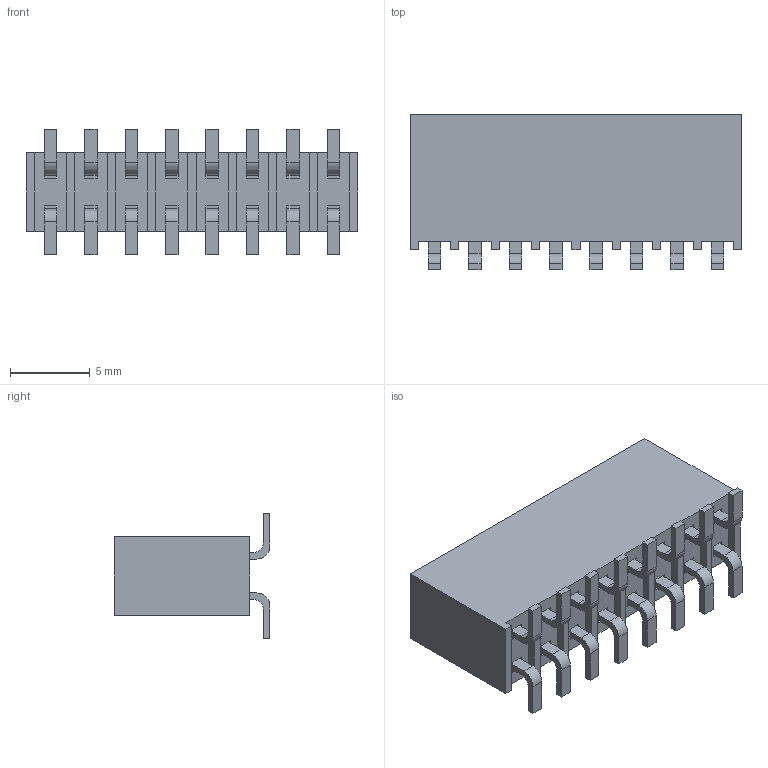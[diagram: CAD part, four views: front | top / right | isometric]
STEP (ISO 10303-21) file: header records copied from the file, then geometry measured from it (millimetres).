
FILE_DESCRIPTION( ( 'STEP AP214' ), '1' );
FILE_NAME( 'SSW-108-22-G-D-VS.stp', '2021-01-08T21:19:28', ( 'License CC BY-ND 4.0' ), ( 'CADENAS' ), ' ', 'PARTsolutions', ' ' );
FILE_SCHEMA( ( 'AUTOMOTIVE_DESIGN { 1 0 10303 214 1 1 1 1 }' ) );
Length unit declared in the file: inch
Products named in the file (3): SSW-108-22-G-D-VS; _T1SSW-108-22-G-D-VS; _P2SSW-108-22-G-D-VS
Assembly tree (2 placements, depth 2):
  SSW-108-22-G-D-VS
    _T1SSW-108-22-G-D-VS
    _P2SSW-108-22-G-D-VS
Bounding box: 20.83 x 9.78 x 7.87 mm (x, y, z)
Volume: 789.5 mm3; surface area: 1366.4 mm2
Topology: 2 solids, 2 shells, 252 faces, 696 edges, 464 vertices
Faces by surface type: plane 220, cylinder 32
Entity records: 10058 total; most frequent: CARTESIAN_POINT 1415, ORIENTED_EDGE 1392, DIRECTION 1270, EDGE_CURVE 696, LINE 632, VECTOR 632, VERTEX_POINT 464, AXIS2_PLACEMENT_3D 319
